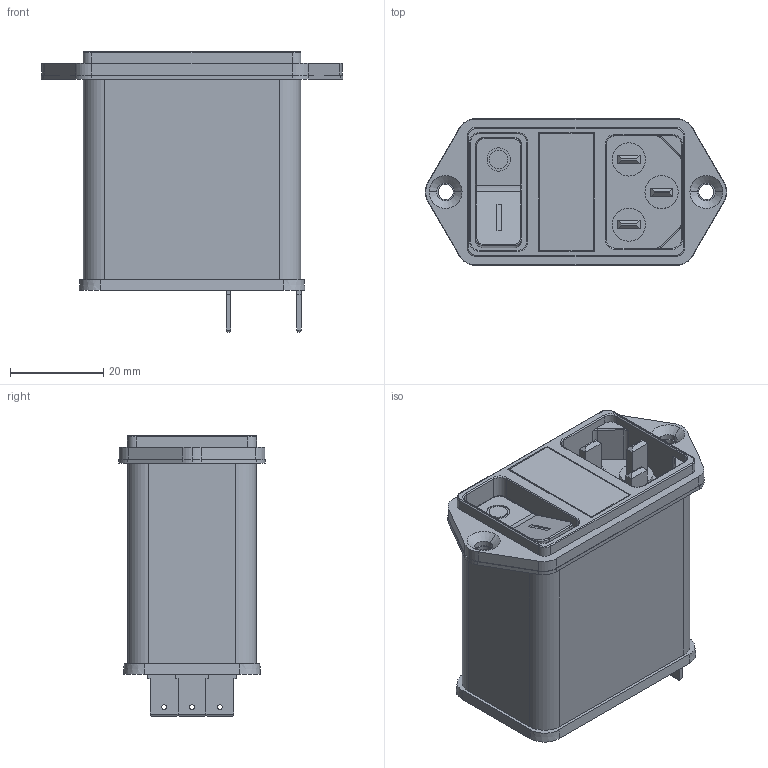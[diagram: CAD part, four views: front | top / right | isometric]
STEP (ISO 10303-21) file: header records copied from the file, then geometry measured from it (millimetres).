
FILE_DESCRIPTION (( 'STEP AP214' ), '1' );
FILE_NAME ('User Library-Power Entry,Schuter,DD12.STEP', '2020-04-03T12:41:16', ( '' ), ( '' ), 'SwSTEP 2.0', 'SolidWorks 2019', '' );
FILE_SCHEMA (( 'AUTOMOTIVE_DESIGN' ));
Length unit declared in the file: millimetre
Products named in the file (1): User Library-Power Entry,Schuter,DD12
Bounding box: 64.76 x 31.5 x 60.26 mm (x, y, z)
Volume: 63098.3 mm3; surface area: 13496.4 mm2
Topology: 1 solids, 1 shells, 251 faces, 610 edges, 382 vertices
Faces by surface type: plane 138, cylinder 83, torus 16, cone 8, bspline 6
Entity records: 9647 total; most frequent: CARTESIAN_POINT 1484, DIRECTION 1262, ORIENTED_EDGE 1216, EDGE_CURVE 608, AXIS2_PLACEMENT_3D 428, LINE 406, VECTOR 406, VERTEX_POINT 382
